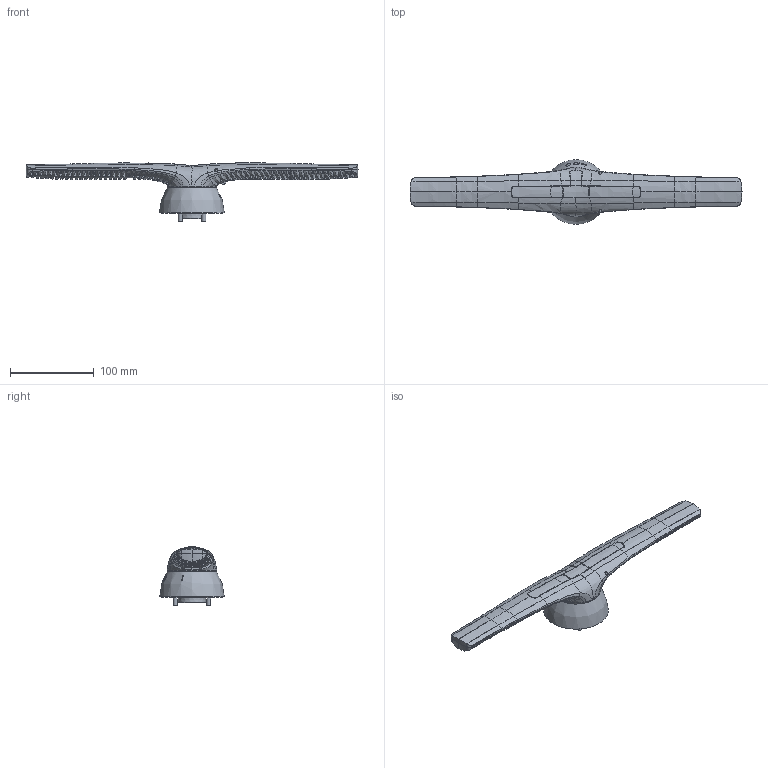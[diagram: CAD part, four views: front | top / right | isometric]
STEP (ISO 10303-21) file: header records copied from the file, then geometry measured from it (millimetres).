
FILE_DESCRIPTION((''),'2;1');
FILE_NAME('Mando tipo E S5000F-4 60 mm.stp','2014-01-21T15:50:27',('david'),(''),'Autodesk Inventor 2010','Autodesk Inventor 2010','');
FILE_SCHEMA(('AUTOMOTIVE_DESIGN { 1 0 10303 214 1 1 1 1 }'));
Length unit declared in the file: millimetre
Products named in the file (1): Mando tipo E S5000F-4 60 mm
Bounding box: 396 x 77 x 69.74 mm (x, y, z)
Volume: 307253.7 mm3; surface area: 109950.5 mm2
Topology: 6 solids, 6 shells, 2310 faces, 6614 edges, 4297 vertices
Faces by surface type: bspline 927, plane 802, cone 270, cylinder 253, sphere 30, torus 28
Full cylindrical faces by diameter (mm): 3.2 x1, 3.6 x2, 4.324 x4, 5 x4, 7.5 x2, 34 x1, 35.8 x1, 69 x1, 74 x1
Entity records: 109081 total; most frequent: CARTESIAN_POINT 56876, ORIENTED_EDGE 13056, DIRECTION 7461, EDGE_CURVE 6528, VERTEX_POINT 4273, B_SPLINE_CURVE_WITH_KNOTS 3258, AXIS2_PLACEMENT_3D 3090, EDGE_LOOP 2389
